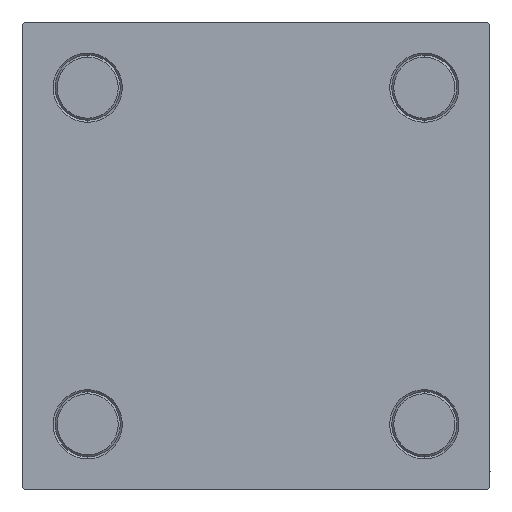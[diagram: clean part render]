
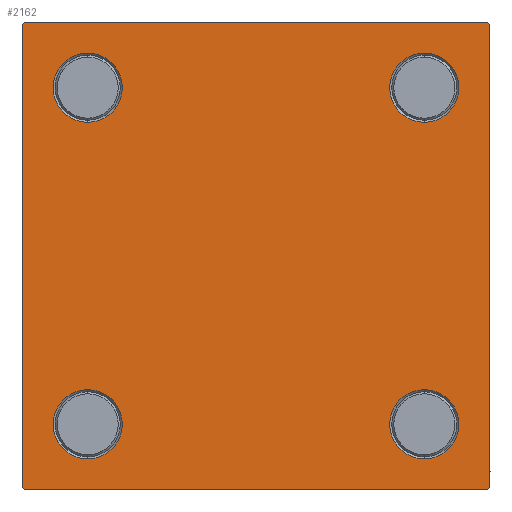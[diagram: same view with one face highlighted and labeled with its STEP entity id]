
A CAD part, left-side view. The second image highlights one B-rep face of the part: STEP entity #2162.
In plain terms, the highlighted planar face has unit normal (-1, 0, 0).
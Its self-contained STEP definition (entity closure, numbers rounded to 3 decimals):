
#120 = DIRECTION ( 'NONE',  ( 0., 0.707, 0.707 ) ) ;
#761 = VERTEX_POINT ( 'NONE', #1449 ) ;
#821 = VERTEX_POINT ( 'NONE', #21262 ) ;
#1155 = PLANE ( 'NONE',  #6249 ) ;
#1449 = CARTESIAN_POINT ( 'NONE',  ( 0., -57., 57.5 ) ) ;
#1552 = DIRECTION ( 'NONE',  ( 0., 0., 1. ) ) ;
#1667 = CARTESIAN_POINT ( 'NONE',  ( 0., -41.35, -49.85 ) ) ;
#1932 = DIRECTION ( 'NONE',  ( 0., 0., 1. ) ) ;
#2162 = ADVANCED_FACE ( 'NONE', ( #4972, #4714, #43548, #35945, #46616 ), #1155, .T. ) ;
#2266 = VERTEX_POINT ( 'NONE', #31373 ) ;
#2461 = EDGE_CURVE ( 'NONE', #17779, #18608, #8699, .T. ) ;
#2765 = CARTESIAN_POINT ( 'NONE',  ( 0., -57., -57.5 ) ) ;
#2778 = DIRECTION ( 'NONE',  ( 1., 0., 0. ) ) ;
#2987 = AXIS2_PLACEMENT_3D ( 'NONE', #45566, #3636, #38419 ) ;
#3251 = DIRECTION ( 'NONE',  ( 0., -1., 0. ) ) ;
#3312 = AXIS2_PLACEMENT_3D ( 'NONE', #29096, #36722, #1932 ) ;
#3636 = DIRECTION ( 'NONE',  ( 1., 0., 0. ) ) ;
#4163 = VECTOR ( 'NONE', #120, 1000. ) ;
#4446 = EDGE_LOOP ( 'NONE', ( #41459, #47562 ) ) ;
#4466 = CARTESIAN_POINT ( 'NONE',  ( 0., 0., 0. ) ) ;
#4714 = FACE_BOUND ( 'NONE', #4446, .T. ) ;
#4972 = FACE_BOUND ( 'NONE', #34135, .T. ) ;
#5632 = ORIENTED_EDGE ( 'NONE', *, *, #49341, .T. ) ;
#5753 = CARTESIAN_POINT ( 'NONE',  ( 0., 57.5, 57. ) ) ;
#6249 = AXIS2_PLACEMENT_3D ( 'NONE', #4466, #8297, #34939 ) ;
#6365 = CIRCLE ( 'NONE', #50132, 8.5 ) ;
#6375 = VECTOR ( 'NONE', #18447, 1000. ) ;
#6407 = CIRCLE ( 'NONE', #23455, 8.5 ) ;
#6751 = VERTEX_POINT ( 'NONE', #12167 ) ;
#7272 = VERTEX_POINT ( 'NONE', #1667 ) ;
#7457 = VECTOR ( 'NONE', #3251, 1000. ) ;
#7557 = VECTOR ( 'NONE', #24131, 1000. ) ;
#7732 = LINE ( 'NONE', #34900, #4163 ) ;
#8297 = DIRECTION ( 'NONE',  ( -1., 0., 0. ) ) ;
#8650 = LINE ( 'NONE', #27940, #7557 ) ;
#8699 = CIRCLE ( 'NONE', #2987, 8.5 ) ;
#8717 = EDGE_CURVE ( 'NONE', #22359, #41361, #26692, .T. ) ;
#9016 = ORIENTED_EDGE ( 'NONE', *, *, #37336, .F. ) ;
#9192 = DIRECTION ( 'NONE',  ( 1., 0., 0. ) ) ;
#9204 = VECTOR ( 'NONE', #9845, 1000. ) ;
#9486 = CARTESIAN_POINT ( 'NONE',  ( 0., 57.5, 57.5 ) ) ;
#9780 = VERTEX_POINT ( 'NONE', #26247 ) ;
#9845 = DIRECTION ( 'NONE',  ( 0., -0.707, 0.707 ) ) ;
#10327 = CARTESIAN_POINT ( 'NONE',  ( 0., -41.35, 49.85 ) ) ;
#10352 = VERTEX_POINT ( 'NONE', #2765 ) ;
#10747 = ORIENTED_EDGE ( 'NONE', *, *, #11251, .T. ) ;
#10902 = CARTESIAN_POINT ( 'NONE',  ( 0., -41.35, 41.35 ) ) ;
#10987 = DIRECTION ( 'NONE',  ( 0., 0., 1. ) ) ;
#11185 = ORIENTED_EDGE ( 'NONE', *, *, #39432, .T. ) ;
#11251 = EDGE_CURVE ( 'NONE', #29860, #43041, #36560, .T. ) ;
#11721 = LINE ( 'NONE', #19590, #22645 ) ;
#12071 = ORIENTED_EDGE ( 'NONE', *, *, #8717, .T. ) ;
#12167 = CARTESIAN_POINT ( 'NONE',  ( 0., 57.5, -57. ) ) ;
#12606 = EDGE_CURVE ( 'NONE', #43041, #29860, #26845, .T. ) ;
#12654 = DIRECTION ( 'NONE',  ( 1., 0., 0. ) ) ;
#13556 = CARTESIAN_POINT ( 'NONE',  ( 0., 41.35, 41.35 ) ) ;
#13643 = CARTESIAN_POINT ( 'NONE',  ( 0., -41.35, 32.85 ) ) ;
#14934 = CARTESIAN_POINT ( 'NONE',  ( 0., -41.35, -32.85 ) ) ;
#15356 = AXIS2_PLACEMENT_3D ( 'NONE', #13556, #40185, #28030 ) ;
#15777 = CARTESIAN_POINT ( 'NONE',  ( 0., -57.5, 57.5 ) ) ;
#16025 = ORIENTED_EDGE ( 'NONE', *, *, #35098, .T. ) ;
#16957 = CARTESIAN_POINT ( 'NONE',  ( 0., -41.35, -41.35 ) ) ;
#17304 = CARTESIAN_POINT ( 'NONE',  ( 0., 41.35, -41.35 ) ) ;
#17374 = EDGE_CURVE ( 'NONE', #7272, #32837, #32142, .T. ) ;
#17779 = VERTEX_POINT ( 'NONE', #21022 ) ;
#18115 = DIRECTION ( 'NONE',  ( 1., 0., 0. ) ) ;
#18447 = DIRECTION ( 'NONE',  ( 0., -0.707, -0.707 ) ) ;
#18608 = VERTEX_POINT ( 'NONE', #37066 ) ;
#18957 = CARTESIAN_POINT ( 'NONE',  ( 0., 41.35, 49.85 ) ) ;
#19305 = EDGE_CURVE ( 'NONE', #32837, #7272, #37892, .T. ) ;
#19590 = CARTESIAN_POINT ( 'NONE',  ( 0., 57.25, 57.25 ) ) ;
#19955 = DIRECTION ( 'NONE',  ( 1., 0., 0. ) ) ;
#21022 = CARTESIAN_POINT ( 'NONE',  ( 0., 41.35, -49.85 ) ) ;
#21262 = CARTESIAN_POINT ( 'NONE',  ( 0., -57.5, 57. ) ) ;
#22170 = EDGE_CURVE ( 'NONE', #18608, #17779, #6365, .T. ) ;
#22359 = VERTEX_POINT ( 'NONE', #43399 ) ;
#22569 = ORIENTED_EDGE ( 'NONE', *, *, #23495, .F. ) ;
#22645 = VECTOR ( 'NONE', #27198, 1000. ) ;
#23455 = AXIS2_PLACEMENT_3D ( 'NONE', #38484, #19955, #24021 ) ;
#23495 = EDGE_CURVE ( 'NONE', #821, #31874, #38858, .T. ) ;
#24021 = DIRECTION ( 'NONE',  ( 0., 0., 1. ) ) ;
#24131 = DIRECTION ( 'NONE',  ( 0., -1., 0. ) ) ;
#24346 = ORIENTED_EDGE ( 'NONE', *, *, #43946, .T. ) ;
#24964 = DIRECTION ( 'NONE',  ( 0., 0., -1. ) ) ;
#25533 = EDGE_CURVE ( 'NONE', #35285, #6751, #44254, .T. ) ;
#25903 = ORIENTED_EDGE ( 'NONE', *, *, #25533, .T. ) ;
#26227 = CARTESIAN_POINT ( 'NONE',  ( 0., -41.35, -41.35 ) ) ;
#26247 = CARTESIAN_POINT ( 'NONE',  ( 0., 57., -57.5 ) ) ;
#26692 = CIRCLE ( 'NONE', #15356, 8.5 ) ;
#26792 = CARTESIAN_POINT ( 'NONE',  ( 0., -57.5, -57. ) ) ;
#26845 = CIRCLE ( 'NONE', #3312, 8.5 ) ;
#27111 = CARTESIAN_POINT ( 'NONE',  ( 0., 57.5, -57.5 ) ) ;
#27198 = DIRECTION ( 'NONE',  ( 0., 0.707, -0.707 ) ) ;
#27363 = LINE ( 'NONE', #27111, #7457 ) ;
#27940 = CARTESIAN_POINT ( 'NONE',  ( 0., 57.5, 57.5 ) ) ;
#28030 = DIRECTION ( 'NONE',  ( 0., 0., 1. ) ) ;
#28460 = EDGE_LOOP ( 'NONE', ( #25903, #24346, #16025, #11185, #22569, #36300, #9016, #47529 ) ) ;
#29096 = CARTESIAN_POINT ( 'NONE',  ( 0., -41.35, 41.35 ) ) ;
#29860 = VERTEX_POINT ( 'NONE', #13643 ) ;
#30869 = LINE ( 'NONE', #49664, #6375 ) ;
#31133 = EDGE_LOOP ( 'NONE', ( #38215, #37597 ) ) ;
#31373 = CARTESIAN_POINT ( 'NONE',  ( 0., 57., 57.5 ) ) ;
#31874 = VERTEX_POINT ( 'NONE', #26792 ) ;
#32142 = CIRCLE ( 'NONE', #32934, 8.5 ) ;
#32201 = AXIS2_PLACEMENT_3D ( 'NONE', #26227, #18115, #10987 ) ;
#32837 = VERTEX_POINT ( 'NONE', #14934 ) ;
#32934 = AXIS2_PLACEMENT_3D ( 'NONE', #16957, #12654, #43874 ) ;
#33138 = EDGE_CURVE ( 'NONE', #821, #761, #7732, .T. ) ;
#34135 = EDGE_LOOP ( 'NONE', ( #41654, #10747 ) ) ;
#34900 = CARTESIAN_POINT ( 'NONE',  ( 0., -57.25, 57.25 ) ) ;
#34939 = DIRECTION ( 'NONE',  ( 0., 0., 1. ) ) ;
#35098 = EDGE_CURVE ( 'NONE', #9780, #10352, #27363, .T. ) ;
#35285 = VERTEX_POINT ( 'NONE', #5753 ) ;
#35945 = FACE_BOUND ( 'NONE', #39738, .T. ) ;
#36300 = ORIENTED_EDGE ( 'NONE', *, *, #33138, .T. ) ;
#36560 = CIRCLE ( 'NONE', #38136, 8.5 ) ;
#36722 = DIRECTION ( 'NONE',  ( 1., 0., 0. ) ) ;
#37066 = CARTESIAN_POINT ( 'NONE',  ( 0., 41.35, -32.85 ) ) ;
#37336 = EDGE_CURVE ( 'NONE', #2266, #761, #8650, .T. ) ;
#37597 = ORIENTED_EDGE ( 'NONE', *, *, #2461, .T. ) ;
#37892 = CIRCLE ( 'NONE', #32201, 8.5 ) ;
#38136 = AXIS2_PLACEMENT_3D ( 'NONE', #10902, #2778, #41854 ) ;
#38215 = ORIENTED_EDGE ( 'NONE', *, *, #22170, .T. ) ;
#38419 = DIRECTION ( 'NONE',  ( 0., 0., 1. ) ) ;
#38484 = CARTESIAN_POINT ( 'NONE',  ( 0., 41.35, 41.35 ) ) ;
#38858 = LINE ( 'NONE', #15777, #41274 ) ;
#39432 = EDGE_CURVE ( 'NONE', #10352, #31874, #41305, .T. ) ;
#39738 = EDGE_LOOP ( 'NONE', ( #5632, #12071 ) ) ;
#40185 = DIRECTION ( 'NONE',  ( 1., 0., 0. ) ) ;
#40505 = VECTOR ( 'NONE', #24964, 1000. ) ;
#41051 = CARTESIAN_POINT ( 'NONE',  ( 0., -57.25, -57.25 ) ) ;
#41274 = VECTOR ( 'NONE', #46735, 1000. ) ;
#41305 = LINE ( 'NONE', #41051, #9204 ) ;
#41361 = VERTEX_POINT ( 'NONE', #18957 ) ;
#41459 = ORIENTED_EDGE ( 'NONE', *, *, #19305, .T. ) ;
#41654 = ORIENTED_EDGE ( 'NONE', *, *, #12606, .T. ) ;
#41854 = DIRECTION ( 'NONE',  ( 0., 0., 1. ) ) ;
#43041 = VERTEX_POINT ( 'NONE', #10327 ) ;
#43399 = CARTESIAN_POINT ( 'NONE',  ( 0., 41.35, 32.85 ) ) ;
#43548 = FACE_BOUND ( 'NONE', #31133, .T. ) ;
#43874 = DIRECTION ( 'NONE',  ( 0., 0., 1. ) ) ;
#43946 = EDGE_CURVE ( 'NONE', #6751, #9780, #30869, .T. ) ;
#44254 = LINE ( 'NONE', #9486, #40505 ) ;
#45566 = CARTESIAN_POINT ( 'NONE',  ( 0., 41.35, -41.35 ) ) ;
#46616 = FACE_OUTER_BOUND ( 'NONE', #28460, .T. ) ;
#46735 = DIRECTION ( 'NONE',  ( 0., 0., -1. ) ) ;
#47529 = ORIENTED_EDGE ( 'NONE', *, *, #49869, .T. ) ;
#47562 = ORIENTED_EDGE ( 'NONE', *, *, #17374, .T. ) ;
#49341 = EDGE_CURVE ( 'NONE', #41361, #22359, #6407, .T. ) ;
#49664 = CARTESIAN_POINT ( 'NONE',  ( 0., 57.25, -57.25 ) ) ;
#49869 = EDGE_CURVE ( 'NONE', #2266, #35285, #11721, .T. ) ;
#50132 = AXIS2_PLACEMENT_3D ( 'NONE', #17304, #9192, #1552 ) ;
